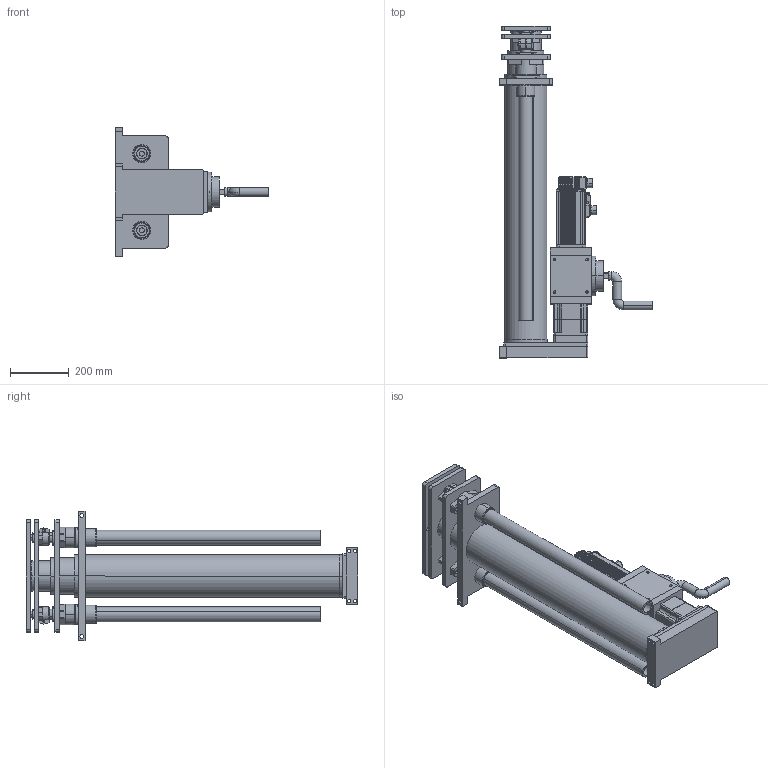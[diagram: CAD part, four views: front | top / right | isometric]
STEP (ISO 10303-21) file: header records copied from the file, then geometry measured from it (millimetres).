
FILE_DESCRIPTION (( 'STEP AP203' ), '1' );
FILE_NAME ('RLD145-15DZ-5.9KN-R2250-S3-107mm-s.STEP', '2025-01-09T00:25:05', ( '微软用户' ), ( '微软中国' ), 'SwSTEP 2.0', 'SolidWorks 2022', '' );
FILE_SCHEMA (( 'CONFIG_CONTROL_DESIGN' ));
Length unit declared in the file: millimetre
Products named in the file (24): 复件 240122-FG-143缸多节缸轴承座^RLD145-15DZ-5.9KN-R2000-S3-107mm-s; PGH115-L2 22-110-145-M8-130WZ 28.STEP; 复件 固定轴承座50 (2)^RLD145-15DZ-5.9KN-R2000-S3-107mm-s; RLD145-15DZ-5.9KN-R2250-S3-107mm-s; PW140 PGH115-L2 24-95-115-M8-8B FB.STEP; 复件 240122-FG-143多节缸箱体盖板^RLD145-15DZ-5.9KN-R2000-S3-107mm-s; 复件 240122-FG-35导柱^RLD145-15DZ-5.9KN-R2000-S3-107mm-s; PW140 PGH115-L2 24-95-115-M8-8B FB; PW140-1 (__________________.STEP; 手摇杆2; 复件 240122-FG-50导柱^RLD145-15DZ-5.9KN-R2000-S3-107mm-s; 零件123^RLD145-15DZ-5.9KN-R2000-S3-107mm-s; 复件 SHHSA_SCA-M8-L35^复件 SHHSA-35_RLD145-15DZ-5.9KN-R2000-S3-107mm-s; 铜套内孔D20; 复件 240122-FG-无油衬套D50-L70^RLD145-15DZ-5.9KN-R2000-S3-107mm-s; 复件 240122-FG-143缸多节缸第二节缸筒^RLD145-15DZ-5.9KN-R2000-S3-107mm-s; 1.5KW-3000带刹车; 零件122^RLD145-15DZ-5.9KN-R2000-S3-107mm-s; 复件 240122-FG-143缸多节缸第三节缸筒^RLD145-15DZ-5.9KN-R2000-S3-107mm-s; 复件 240122-FG-无油衬套D35-L50^RLD145-15DZ-5.9KN-R2000-S3-107mm-s; 复件 SHHSA-35_base^复件 SHHSA-35_RLD145-15DZ-5.9KN-R2000-S3-107mm-s; 复件 240122-FG-143缸多节缸第一节缸筒^RLD145-15DZ-5.9KN-R2000-S3-107mm-s; 复件 240122-FG-143缸多节缸第四节缸筒^RLD145-15DZ-5.9KN-R2000-S3-107mm-s; 复件 SHHSA-35^RLD145-15DZ-5.9KN-R2000-S3-107mm-s
Assembly tree (31 placements, depth 4):
  RLD145-15DZ-5.9KN-R2250-S3-107mm-s
    复件 240122-FG-143多节缸箱体盖板^RLD145-15DZ-5.9KN-R2000-S3-107mm-s
    复件 240122-FG-143缸多节缸第二节缸筒^RLD145-15DZ-5.9KN-R2000-S3-107mm-s
    复件 240122-FG-143缸多节缸第三节缸筒^RLD145-15DZ-5.9KN-R2000-S3-107mm-s
    复件 240122-FG-143缸多节缸第四节缸筒^RLD145-15DZ-5.9KN-R2000-S3-107mm-s
    复件 240122-FG-143缸多节缸第一节缸筒^RLD145-15DZ-5.9KN-R2000-S3-107mm-s
    复件 240122-FG-143缸多节缸轴承座^RLD145-15DZ-5.9KN-R2000-S3-107mm-s
    复件 240122-FG-无油衬套D35-L50^RLD145-15DZ-5.9KN-R2000-S3-107mm-s  x2
    复件 240122-FG-无油衬套D50-L70^RLD145-15DZ-5.9KN-R2000-S3-107mm-s  x2
    复件 240122-FG-35导柱^RLD145-15DZ-5.9KN-R2000-S3-107mm-s  x2
    复件 240122-FG-50导柱^RLD145-15DZ-5.9KN-R2000-S3-107mm-s  x2
    复件 SHHSA-35^RLD145-15DZ-5.9KN-R2000-S3-107mm-s  x2
      复件 SHHSA-35_base^复件 SHHSA-35_RLD145-15DZ-5.9KN-R2000-S3-107mm-s
      复件 SHHSA_SCA-M8-L35^复件 SHHSA-35_RLD145-15DZ-5.9KN-R2000-S3-107mm-s
    复件 固定轴承座50 (2)^RLD145-15DZ-5.9KN-R2000-S3-107mm-s  x2
    铜套内孔D20  x2
    零件122^RLD145-15DZ-5.9KN-R2000-S3-107mm-s  x2
    1.5KW-3000带刹车
    PW140 PGH115-L2 24-95-115-M8-8B FB
      PW140 PGH115-L2 24-95-115-M8-8B FB.STEP
        PGH115-L2 22-110-145-M8-130WZ 28.STEP
        PW140-1 (__________________.STEP
    零件123^RLD145-15DZ-5.9KN-R2000-S3-107mm-s
    手摇杆2
Bounding box: 520.07 x 1125 x 440 mm (x, y, z)
Volume: 20798671.2 mm3; surface area: 4979701.4 mm2
Topology: 30 solids, 58 shells, 2713 faces, 7053 edges, 4345 vertices
Faces by surface type: bspline 1242, cylinder 694, plane 589, cone 150, torus 38
Entity records: 87803 total; most frequent: CARTESIAN_POINT 40239, ORIENTED_EDGE 11516, EDGE_CURVE 6000, DIRECTION 5929, VERTEX_POINT 3764, EDGE_LOOP 2732, FACE_OUTER_BOUND 2357, ADVANCED_FACE 2355
